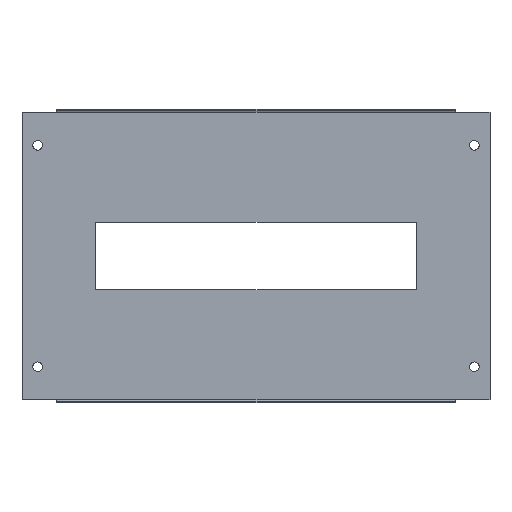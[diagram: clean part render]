
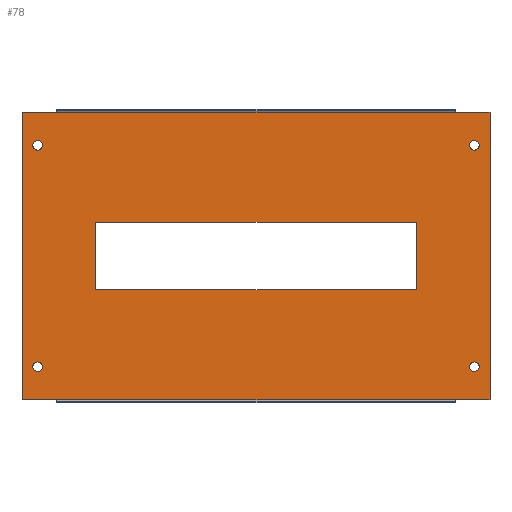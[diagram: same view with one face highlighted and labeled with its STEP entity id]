
A CAD part, top view. The second image highlights one B-rep face of the part: STEP entity #78.
In plain terms, the highlighted planar face has unit normal (0, 0, 1).
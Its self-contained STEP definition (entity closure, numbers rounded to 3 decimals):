
#2 = ORIENTED_EDGE ( 'NONE', *, *, #168, .T. ) ;
#7 = CARTESIAN_POINT ( 'NONE',  ( 303.15, 172.5, 0. ) ) ;
#23 = CARTESIAN_POINT ( 'NONE',  ( 23.5, 195., 0. ) ) ;
#25 = CARTESIAN_POINT ( 'NONE',  ( 0., 0., 0. ) ) ;
#28 = VERTEX_POINT ( 'NONE', #7 ) ;
#37 = CARTESIAN_POINT ( 'NONE',  ( 23.5, 0., 0. ) ) ;
#44 = CARTESIAN_POINT ( 'NONE',  ( 293.5, 0., 0. ) ) ;
#46 = VECTOR ( 'NONE', #833, 1000. ) ;
#52 = CARTESIAN_POINT ( 'NONE',  ( 0., 120.5, 0. ) ) ;
#57 = VERTEX_POINT ( 'NONE', #384 ) ;
#58 = EDGE_CURVE ( 'NONE', #647, #381, #469, .T. ) ;
#64 = CARTESIAN_POINT ( 'NONE',  ( 7.35, 172.5, 0. ) ) ;
#69 = VERTEX_POINT ( 'NONE', #151 ) ;
#77 = CARTESIAN_POINT ( 'NONE',  ( 50., 120.5, 0. ) ) ;
#78 = ADVANCED_FACE ( 'NONE', ( #646, #818, #414, #995, #215, #612 ), #233, .F. ) ;
#81 = ORIENTED_EDGE ( 'NONE', *, *, #677, .T. ) ;
#93 = ORIENTED_EDGE ( 'NONE', *, *, #376, .T. ) ;
#94 = CARTESIAN_POINT ( 'NONE',  ( 317., 0., 0. ) ) ;
#99 = DIRECTION ( 'NONE',  ( -1., 0., 0. ) ) ;
#102 = EDGE_LOOP ( 'NONE', ( #318, #81, #576, #938, #515, #247, #559, #666 ) ) ;
#107 = VERTEX_POINT ( 'NONE', #123 ) ;
#110 = LINE ( 'NONE', #835, #529 ) ;
#121 = DIRECTION ( 'NONE',  ( 1., 0., 0. ) ) ;
#123 = CARTESIAN_POINT ( 'NONE',  ( 7.35, 22.5, 0. ) ) ;
#125 = LINE ( 'NONE', #905, #330 ) ;
#126 = CARTESIAN_POINT ( 'NONE',  ( 267., 74.5, 0. ) ) ;
#133 = ORIENTED_EDGE ( 'NONE', *, *, #853, .T. ) ;
#146 = CARTESIAN_POINT ( 'NONE',  ( 0., 195., 0. ) ) ;
#151 = CARTESIAN_POINT ( 'NONE',  ( 23.5, 195., 0. ) ) ;
#165 = VECTOR ( 'NONE', #819, 1000. ) ;
#168 = EDGE_CURVE ( 'NONE', #410, #209, #770, .T. ) ;
#174 = LINE ( 'NONE', #460, #829 ) ;
#190 = EDGE_LOOP ( 'NONE', ( #933 ) ) ;
#196 = LINE ( 'NONE', #611, #984 ) ;
#203 = DIRECTION ( 'NONE',  ( 0., -1., 0. ) ) ;
#209 = VERTEX_POINT ( 'NONE', #489 ) ;
#210 = VERTEX_POINT ( 'NONE', #94 ) ;
#214 = ORIENTED_EDGE ( 'NONE', *, *, #595, .T. ) ;
#215 = FACE_BOUND ( 'NONE', #749, .T. ) ;
#217 = CARTESIAN_POINT ( 'NONE',  ( 267., 0., 0. ) ) ;
#226 = EDGE_CURVE ( 'NONE', #271, #920, #110, .T. ) ;
#233 = PLANE ( 'NONE',  #409 ) ;
#234 = VERTEX_POINT ( 'NONE', #37 ) ;
#247 = ORIENTED_EDGE ( 'NONE', *, *, #447, .T. ) ;
#257 = CARTESIAN_POINT ( 'NONE',  ( 306.4, 172.5, 0. ) ) ;
#260 = DIRECTION ( 'NONE',  ( -1., 0., 0. ) ) ;
#264 = DIRECTION ( 'NONE',  ( 0., 0., -1. ) ) ;
#265 = LINE ( 'NONE', #146, #993 ) ;
#268 = CARTESIAN_POINT ( 'NONE',  ( 306.4, 22.5, 0. ) ) ;
#271 = VERTEX_POINT ( 'NONE', #126 ) ;
#292 = CARTESIAN_POINT ( 'NONE',  ( 0., 0., 0. ) ) ;
#310 = CIRCLE ( 'NONE', #907, 3.25 ) ;
#312 = DIRECTION ( 'NONE',  ( -1., 0., 0. ) ) ;
#313 = AXIS2_PLACEMENT_3D ( 'NONE', #257, #935, #412 ) ;
#318 = ORIENTED_EDGE ( 'NONE', *, *, #58, .T. ) ;
#322 = EDGE_LOOP ( 'NONE', ( #214 ) ) ;
#330 = VECTOR ( 'NONE', #312, 1000. ) ;
#340 = EDGE_CURVE ( 'NONE', #498, #234, #404, .T. ) ;
#354 = CIRCLE ( 'NONE', #313, 3.25 ) ;
#364 = VERTEX_POINT ( 'NONE', #900 ) ;
#376 = EDGE_CURVE ( 'NONE', #107, #107, #965, .T. ) ;
#381 = VERTEX_POINT ( 'NONE', #25 ) ;
#384 = CARTESIAN_POINT ( 'NONE',  ( 293.5, 195., 0. ) ) ;
#394 = VECTOR ( 'NONE', #121, 1000. ) ;
#404 = LINE ( 'NONE', #44, #830 ) ;
#409 = AXIS2_PLACEMENT_3D ( 'NONE', #292, #859, #696 ) ;
#410 = VERTEX_POINT ( 'NONE', #77 ) ;
#412 = DIRECTION ( 'NONE',  ( -1., 0., 0. ) ) ;
#414 = FACE_BOUND ( 'NONE', #190, .T. ) ;
#420 = ORIENTED_EDGE ( 'NONE', *, *, #226, .T. ) ;
#421 = EDGE_CURVE ( 'NONE', #28, #28, #354, .T. ) ;
#422 = VERTEX_POINT ( 'NONE', #626 ) ;
#434 = DIRECTION ( 'NONE',  ( -1., 0., 0. ) ) ;
#437 = VECTOR ( 'NONE', #203, 1000. ) ;
#447 = EDGE_CURVE ( 'NONE', #364, #57, #125, .T. ) ;
#451 = ORIENTED_EDGE ( 'NONE', *, *, #727, .T. ) ;
#460 = CARTESIAN_POINT ( 'NONE',  ( 50., 0., 0. ) ) ;
#461 = DIRECTION ( 'NONE',  ( 0., -1., 0. ) ) ;
#463 = EDGE_LOOP ( 'NONE', ( #93 ) ) ;
#469 = LINE ( 'NONE', #763, #839 ) ;
#476 = DIRECTION ( 'NONE',  ( 0., 1., 0. ) ) ;
#477 = ORIENTED_EDGE ( 'NONE', *, *, #807, .T. ) ;
#489 = CARTESIAN_POINT ( 'NONE',  ( 267., 120.5, 0. ) ) ;
#497 = EDGE_CURVE ( 'NONE', #69, #57, #689, .T. ) ;
#498 = VERTEX_POINT ( 'NONE', #986 ) ;
#509 = DIRECTION ( 'NONE',  ( 0., 1., 0. ) ) ;
#515 = ORIENTED_EDGE ( 'NONE', *, *, #708, .T. ) ;
#529 = VECTOR ( 'NONE', #813, 1000. ) ;
#542 = DIRECTION ( 'NONE',  ( 1., 0., 0. ) ) ;
#558 = EDGE_CURVE ( 'NONE', #498, #210, #794, .T. ) ;
#559 = ORIENTED_EDGE ( 'NONE', *, *, #497, .F. ) ;
#560 = DIRECTION ( 'NONE',  ( -1., 0., 0. ) ) ;
#576 = ORIENTED_EDGE ( 'NONE', *, *, #340, .F. ) ;
#582 = CARTESIAN_POINT ( 'NONE',  ( 0., 0., 0. ) ) ;
#595 = EDGE_CURVE ( 'NONE', #847, #847, #957, .T. ) ;
#611 = CARTESIAN_POINT ( 'NONE',  ( 317., 0., 0. ) ) ;
#612 = FACE_OUTER_BOUND ( 'NONE', #102, .T. ) ;
#626 = CARTESIAN_POINT ( 'NONE',  ( 303.15, 22.5, 0. ) ) ;
#628 = VECTOR ( 'NONE', #542, 1000. ) ;
#639 = EDGE_LOOP ( 'NONE', ( #420, #451, #2, #133 ) ) ;
#646 = FACE_BOUND ( 'NONE', #639, .T. ) ;
#647 = VERTEX_POINT ( 'NONE', #796 ) ;
#664 = DIRECTION ( 'NONE',  ( 0., 0., -1. ) ) ;
#666 = ORIENTED_EDGE ( 'NONE', *, *, #873, .T. ) ;
#667 = LINE ( 'NONE', #217, #437 ) ;
#677 = EDGE_CURVE ( 'NONE', #381, #234, #912, .T. ) ;
#689 = LINE ( 'NONE', #23, #46 ) ;
#696 = DIRECTION ( 'NONE',  ( -1., 0., 0. ) ) ;
#708 = EDGE_CURVE ( 'NONE', #210, #364, #196, .T. ) ;
#722 = AXIS2_PLACEMENT_3D ( 'NONE', #855, #664, #99 ) ;
#727 = EDGE_CURVE ( 'NONE', #920, #410, #174, .T. ) ;
#749 = EDGE_LOOP ( 'NONE', ( #477 ) ) ;
#763 = CARTESIAN_POINT ( 'NONE',  ( 0., 0., 0. ) ) ;
#770 = LINE ( 'NONE', #52, #394 ) ;
#776 = DIRECTION ( 'NONE',  ( -1., 0., 0. ) ) ;
#782 = DIRECTION ( 'NONE',  ( 0., 0., -1. ) ) ;
#786 = CARTESIAN_POINT ( 'NONE',  ( 10.6, 172.5, 0. ) ) ;
#794 = LINE ( 'NONE', #834, #165 ) ;
#796 = CARTESIAN_POINT ( 'NONE',  ( 0., 195., 0. ) ) ;
#807 = EDGE_CURVE ( 'NONE', #422, #422, #310, .T. ) ;
#813 = DIRECTION ( 'NONE',  ( -1., 0., 0. ) ) ;
#818 = FACE_BOUND ( 'NONE', #322, .T. ) ;
#819 = DIRECTION ( 'NONE',  ( 1., 0., 0. ) ) ;
#829 = VECTOR ( 'NONE', #476, 1000. ) ;
#830 = VECTOR ( 'NONE', #560, 1000. ) ;
#833 = DIRECTION ( 'NONE',  ( 1., 0., 0. ) ) ;
#834 = CARTESIAN_POINT ( 'NONE',  ( 0., 0., 0. ) ) ;
#835 = CARTESIAN_POINT ( 'NONE',  ( 0., 74.5, 0. ) ) ;
#836 = AXIS2_PLACEMENT_3D ( 'NONE', #786, #782, #776 ) ;
#839 = VECTOR ( 'NONE', #461, 1000. ) ;
#847 = VERTEX_POINT ( 'NONE', #64 ) ;
#853 = EDGE_CURVE ( 'NONE', #209, #271, #667, .T. ) ;
#855 = CARTESIAN_POINT ( 'NONE',  ( 10.6, 22.5, 0. ) ) ;
#859 = DIRECTION ( 'NONE',  ( 0., 0., -1. ) ) ;
#873 = EDGE_CURVE ( 'NONE', #69, #647, #265, .T. ) ;
#900 = CARTESIAN_POINT ( 'NONE',  ( 317., 195., 0. ) ) ;
#905 = CARTESIAN_POINT ( 'NONE',  ( 0., 195., 0. ) ) ;
#907 = AXIS2_PLACEMENT_3D ( 'NONE', #268, #264, #260 ) ;
#912 = LINE ( 'NONE', #582, #628 ) ;
#920 = VERTEX_POINT ( 'NONE', #963 ) ;
#933 = ORIENTED_EDGE ( 'NONE', *, *, #421, .T. ) ;
#935 = DIRECTION ( 'NONE',  ( 0., 0., -1. ) ) ;
#938 = ORIENTED_EDGE ( 'NONE', *, *, #558, .T. ) ;
#957 = CIRCLE ( 'NONE', #836, 3.25 ) ;
#963 = CARTESIAN_POINT ( 'NONE',  ( 50., 74.5, 0. ) ) ;
#965 = CIRCLE ( 'NONE', #722, 3.25 ) ;
#984 = VECTOR ( 'NONE', #509, 1000. ) ;
#986 = CARTESIAN_POINT ( 'NONE',  ( 293.5, 0., 0. ) ) ;
#993 = VECTOR ( 'NONE', #434, 1000. ) ;
#995 = FACE_BOUND ( 'NONE', #463, .T. ) ;
